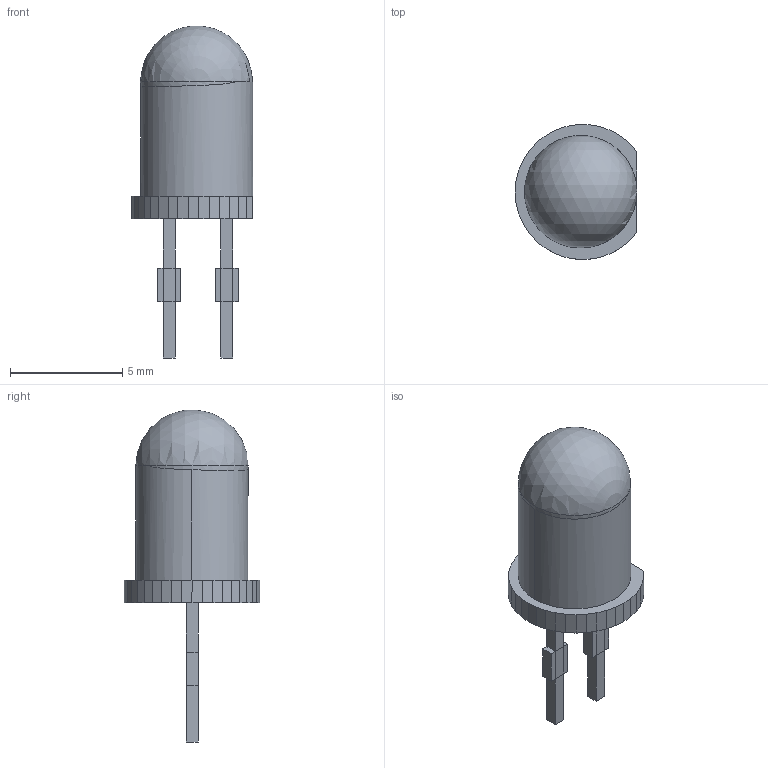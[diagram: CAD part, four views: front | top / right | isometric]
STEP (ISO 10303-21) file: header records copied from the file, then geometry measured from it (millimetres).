
FILE_DESCRIPTION(('FreeCAD Model'),'2;1');
FILE_NAME('LED_5mm.step','2016-04-14T15:31:28',('Author'),( ''),'Open CASCADE STEP processor 6.8','FreeCAD','Unknown');
FILE_SCHEMA(('AUTOMOTIVE_DESIGN_CC2 { 1 2 10303 214 -1 1 5 4 }'));
Length unit declared in the file: millimetre
Products named in the file (2): ASSEMBLY; LED_5mm
Assembly tree (1 placements, depth 2):
  ASSEMBLY
    LED_5mm
Bounding box: 5.42 x 6.02 x 14.78 mm (x, y, z)
Volume: 164.1 mm3; surface area: 202.7 mm2
Topology: 1 solids, 1 shells, 87 faces, 218 edges, 132 vertices
Faces by surface type: plane 83, cylinder 2, sphere 2
Entity records: 6534 total; most frequent: CARTESIAN_POINT 1620, DIRECTION 766, LINE 561, VECTOR 561, ORIENTED_EDGE 430, PCURVE 430, DEFINITIONAL_REPRESENTATION 430, EDGE_CURVE 215
